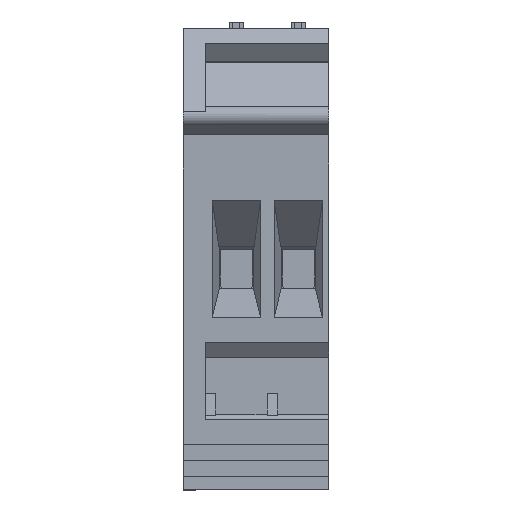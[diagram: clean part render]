
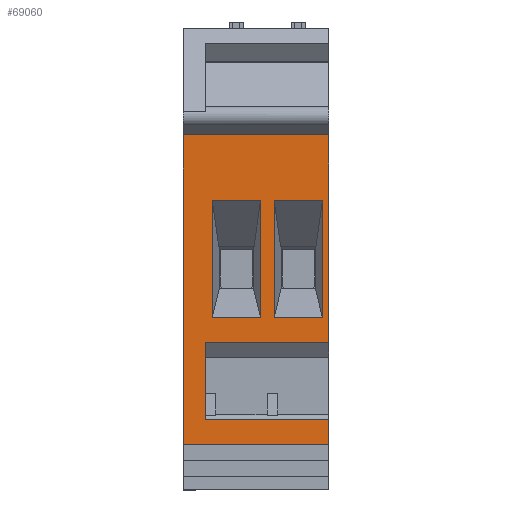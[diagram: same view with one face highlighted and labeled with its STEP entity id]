
A CAD part, front view. The second image highlights one B-rep face of the part: STEP entity #69060.
In plain terms, the highlighted face is planar.
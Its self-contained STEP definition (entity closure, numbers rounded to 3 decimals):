
#17060=CARTESIAN_POINT('',(13.141,14.3,12.25));
#17070=VERTEX_POINT('',#17060);
#17150=CARTESIAN_POINT('',(13.141,14.3,-2.25));
#17160=VERTEX_POINT('',#17150);
#17190=CARTESIAN_POINT('',(13.141,14.3,0.));
#17200=DIRECTION('',(0.,0.,1.));
#17210=VECTOR('',#17200,1.);
#17220=LINE('',#17190,#17210);
#17230=EDGE_CURVE('',#17160,#17070,#17220,.T.);
#33920=CARTESIAN_POINT('',(13.141,45.081,-2.25));
#33930=VERTEX_POINT('',#33920);
#34100=CARTESIAN_POINT('',(13.141,45.081,12.25));
#34110=VERTEX_POINT('',#34100);
#34140=CARTESIAN_POINT('',(13.141,45.081,0.));
#34150=DIRECTION('',(0.,0.,1.));
#34160=VECTOR('',#34150,1.);
#34170=LINE('',#34140,#34160);
#34180=EDGE_CURVE('',#33930,#34110,#34170,.T.);
#35930=CARTESIAN_POINT('',(13.141,16.8,12.25));
#35940=VERTEX_POINT('',#35930);
#35970=CARTESIAN_POINT('',(13.141,16.8,0.4));
#35980=DIRECTION('',(0.,0.,1.));
#35990=VECTOR('',#35980,1.);
#36000=LINE('',#35970,#35990);
#36010=CARTESIAN_POINT('',(13.141,16.8,-0.05));
#36020=VERTEX_POINT('',#36010);
#36030=EDGE_CURVE('',#36020,#35940,#36000,.T.);
#51600=CARTESIAN_POINT('',(13.141,38.6,5.45));
#51610=VERTEX_POINT('',#51600);
#51640=CARTESIAN_POINT('',(13.141,0.,5.45));
#51650=DIRECTION('',(0.,-1.,0.));
#51660=VECTOR('',#51650,1.);
#51670=LINE('',#51640,#51660);
#51680=CARTESIAN_POINT('',(13.141,26.913,5.45));
#51690=VERTEX_POINT('',#51680);
#51700=EDGE_CURVE('',#51610,#51690,#51670,.T.);
#60470=CARTESIAN_POINT('',(13.141,38.6,0.65));
#60480=VERTEX_POINT('',#60470);
#60510=CARTESIAN_POINT('',(13.141,38.6,6.1));
#60520=DIRECTION('',(0.,0.,1.));
#60530=VECTOR('',#60520,1.);
#60540=LINE('',#60510,#60530);
#60550=EDGE_CURVE('',#60480,#51610,#60540,.T.);
#64100=CARTESIAN_POINT('',(13.141,24.45,12.25));
#64110=VERTEX_POINT('',#64100);
#64190=CARTESIAN_POINT('',(13.141,24.45,
-0.05));
#64200=VERTEX_POINT('',#64190);
#64230=CARTESIAN_POINT('',(13.141,24.45,0.));
#64240=DIRECTION('',(0.,0.,-1.));
#64250=VECTOR('',#64240,1.);
#64260=LINE('',#64230,#64250);
#64270=EDGE_CURVE('',#64110,#64200,#64260,.T.);
#68190=CARTESIAN_POINT('',(13.141,15.3,6.1));
#68200=DIRECTION('',(1.,0.,0.));
#68210=DIRECTION('',(0.,1.,0.));
#68220=AXIS2_PLACEMENT_3D('',#68190,#68200,#68210);
#68230=PLANE('',#68220);
#68240=CARTESIAN_POINT('',(13.141,0.,0.65));
#68250=DIRECTION('',(0.,-1.,0.));
#68260=VECTOR('',#68250,1.);
#68270=LINE('',#68240,#68260);
#68280=CARTESIAN_POINT('',(13.141,26.913,
0.65));
#68290=VERTEX_POINT('',#68280);
#68300=EDGE_CURVE('',#60480,#68290,#68270,.T.);
#68310=ORIENTED_EDGE('',*,*,#68300,.F.);
#68320=CARTESIAN_POINT('',(13.141,26.913,6.1));
#68330=DIRECTION('',(0.,0.,-1.));
#68340=VECTOR('',#68330,1.);
#68350=LINE('',#68320,#68340);
#68360=EDGE_CURVE('',#51690,#68290,#68350,.T.);
#68370=ORIENTED_EDGE('',*,*,#68360,.T.);
#68380=ORIENTED_EDGE('',*,*,#51700,.T.);
#68390=ORIENTED_EDGE('',*,*,#60550,.T.);
#68400=EDGE_LOOP('',(#68390,#68380,#68370,#68310));
#68410=FACE_BOUND('',#68400,.T.);
#68420=CARTESIAN_POINT('',(13.141,0.,6.8));
#68430=DIRECTION('',(0.,-1.,0.));
#68440=VECTOR('',#68430,1.);
#68450=LINE('',#68420,#68440);
#68460=CARTESIAN_POINT('',(13.141,38.6,6.8));
#68470=VERTEX_POINT('',#68460);
#68480=CARTESIAN_POINT('',(13.141,26.913,6.8));
#68490=VERTEX_POINT('',#68480);
#68500=EDGE_CURVE('',#68470,#68490,#68450,.T.);
#68510=ORIENTED_EDGE('',*,*,#68500,.F.);
#68520=CARTESIAN_POINT('',(13.141,26.913,12.25));
#68530=DIRECTION('',(0.,0.,-1.));
#68540=VECTOR('',#68530,1.);
#68550=LINE('',#68520,#68540);
#68560=CARTESIAN_POINT('',(13.141,26.913,11.6));
#68570=VERTEX_POINT('',#68560);
#68580=EDGE_CURVE('',#68570,#68490,#68550,.T.);
#68590=ORIENTED_EDGE('',*,*,#68580,.T.);
#68600=CARTESIAN_POINT('',(13.141,0.,11.6));
#68610=DIRECTION('',(0.,-1.,0.));
#68620=VECTOR('',#68610,1.);
#68630=LINE('',#68600,#68620);
#68640=CARTESIAN_POINT('',(13.141,38.6,11.6));
#68650=VERTEX_POINT('',#68640);
#68660=EDGE_CURVE('',#68650,#68570,#68630,.T.);
#68670=ORIENTED_EDGE('',*,*,#68660,.T.);
#68680=CARTESIAN_POINT('',(13.141,38.6,12.25));
#68690=DIRECTION('',(0.,0.,1.));
#68700=VECTOR('',#68690,1.);
#68710=LINE('',#68680,#68700);
#68720=EDGE_CURVE('',#68470,#68650,#68710,.T.);
#68730=ORIENTED_EDGE('',*,*,#68720,.T.);
#68740=EDGE_LOOP('',(#68730,#68670,#68590,#68510));
#68750=FACE_BOUND('',#68740,.T.);
#68760=CARTESIAN_POINT('',(13.141,0.,12.25));
#68770=DIRECTION('',(0.,-1.,0.));
#68780=VECTOR('',#68770,1.);
#68790=LINE('',#68760,#68780);
#68800=EDGE_CURVE('',#34110,#64110,#68790,.T.);
#68810=ORIENTED_EDGE('',*,*,#68800,.F.);
#68820=ORIENTED_EDGE('',*,*,#64270,.F.);
#68830=CARTESIAN_POINT('',(13.141,0.,-0.05));
#68840=DIRECTION('',(0.,1.,0.));
#68850=VECTOR('',#68840,1.);
#68860=LINE('',#68830,#68850);
#68870=EDGE_CURVE('',#36020,#64200,#68860,.T.);
#68880=ORIENTED_EDGE('',*,*,#68870,.T.);
#68890=ORIENTED_EDGE('',*,*,#36030,.F.);
#68900=CARTESIAN_POINT('',(13.141,0.,12.25));
#68910=DIRECTION('',(0.,-1.,0.));
#68920=VECTOR('',#68910,1.);
#68930=LINE('',#68900,#68920);
#68940=EDGE_CURVE('',#35940,#17070,#68930,.T.);
#68950=ORIENTED_EDGE('',*,*,#68940,.F.);
#68960=ORIENTED_EDGE('',*,*,#17230,.T.);
#68970=CARTESIAN_POINT('',(13.141,0.,-2.25));
#68980=DIRECTION('',(0.,1.,0.));
#68990=VECTOR('',#68980,1.);
#69000=LINE('',#68970,#68990);
#69010=EDGE_CURVE('',#17160,#33930,#69000,.T.);
#69020=ORIENTED_EDGE('',*,*,#69010,.F.);
#69030=ORIENTED_EDGE('',*,*,#34180,.F.);
#69040=EDGE_LOOP('',(#69030,#69020,#68960,#68950,#68890,#68880,#68820,
#68810));
#69050=FACE_OUTER_BOUND('',#69040,.T.);
#69060=ADVANCED_FACE('',(#68410,#68750,#69050),#68230,.F.);
